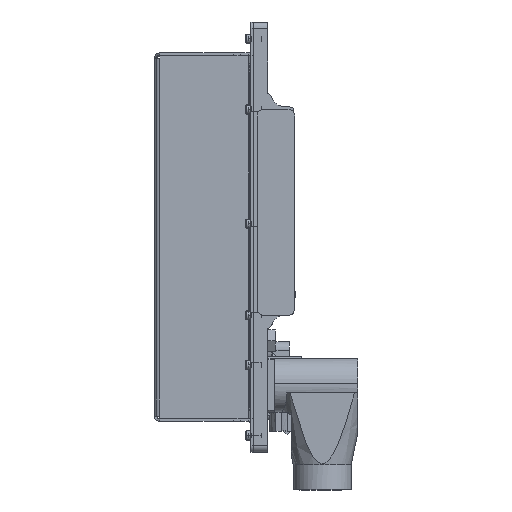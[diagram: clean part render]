
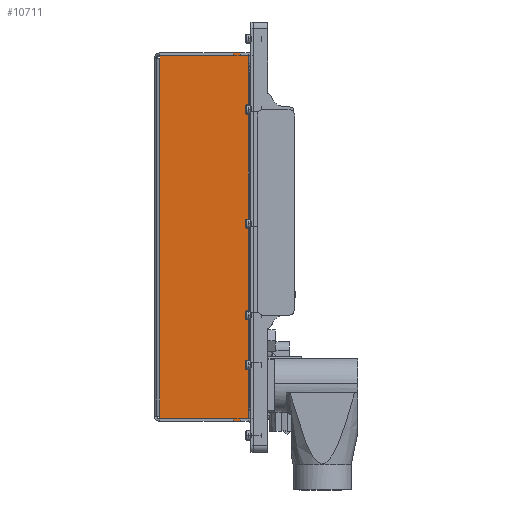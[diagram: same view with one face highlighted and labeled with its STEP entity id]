
A CAD part, left-side view. The second image highlights one B-rep face of the part: STEP entity #10711.
In plain terms, the highlighted face is planar.
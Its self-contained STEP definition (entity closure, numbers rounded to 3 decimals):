
#137 = VECTOR ( 'NONE', #16313, 1000. ) ;
#440 = EDGE_CURVE ( 'NONE', #20695, #24287, #17897, .T. ) ;
#444 = VERTEX_POINT ( 'NONE', #30128 ) ;
#954 = LINE ( 'NONE', #13144, #16123 ) ;
#1226 = EDGE_CURVE ( 'NONE', #3728, #30261, #5407, .T. ) ;
#1269 = ORIENTED_EDGE ( 'NONE', *, *, #1226, .T. ) ;
#1334 = DIRECTION ( 'NONE',  ( 0., 0., 1. ) ) ;
#1667 = VERTEX_POINT ( 'NONE', #20430 ) ;
#1837 = LINE ( 'NONE', #11375, #4673 ) ;
#2021 = LINE ( 'NONE', #2173, #2536 ) ;
#2059 = EDGE_LOOP ( 'NONE', ( #30841, #13168, #1269, #2911, #25532, #27104, #17552, #16902, #23304, #29250, #26498, #12160, #25768, #28558, #25887, #5973 ) ) ;
#2173 = CARTESIAN_POINT ( 'NONE',  ( 137., 66.716, -59.004 ) ) ;
#2395 = LINE ( 'NONE', #21364, #13372 ) ;
#2536 = VECTOR ( 'NONE', #21141, 1000. ) ;
#2650 = CARTESIAN_POINT ( 'NONE',  ( -137., 66.716, -59.004 ) ) ;
#2801 = CARTESIAN_POINT ( 'NONE',  ( -134.95, 66.716, -59.004 ) ) ;
#2911 = ORIENTED_EDGE ( 'NONE', *, *, #25008, .T. ) ;
#3728 = VERTEX_POINT ( 'NONE', #19461 ) ;
#3921 = CARTESIAN_POINT ( 'NONE',  ( -134.95, 66.716, -70.004 ) ) ;
#4013 = CARTESIAN_POINT ( 'NONE',  ( -134.95, 66.716, -70.004 ) ) ;
#4204 = CARTESIAN_POINT ( 'NONE',  ( -133., 66.716, -4.004 ) ) ;
#4389 = DIRECTION ( 'NONE',  ( 0., 0., 1. ) ) ;
#4673 = VECTOR ( 'NONE', #20963, 1000. ) ;
#4691 = DIRECTION ( 'NONE',  ( 0., 0., -1. ) ) ;
#5225 = CARTESIAN_POINT ( 'NONE',  ( -134.95, 66.716, -59.004 ) ) ;
#5407 = LINE ( 'NONE', #26525, #9765 ) ;
#5545 = DIRECTION ( 'NONE',  ( -1., 0., 0. ) ) ;
#5633 = VECTOR ( 'NONE', #7249, 1000. ) ;
#5753 = EDGE_CURVE ( 'NONE', #24287, #30872, #2395, .T. ) ;
#5973 = ORIENTED_EDGE ( 'NONE', *, *, #28726, .T. ) ;
#6419 = LINE ( 'NONE', #3921, #26856 ) ;
#6706 = CARTESIAN_POINT ( 'NONE',  ( -137., 66.716, -59.004 ) ) ;
#7030 = CARTESIAN_POINT ( 'NONE',  ( 0., 66.716, -70.004 ) ) ;
#7249 = DIRECTION ( 'NONE',  ( 0., 0., -1. ) ) ;
#7631 = EDGE_CURVE ( 'NONE', #444, #10256, #23325, .T. ) ;
#7923 = CARTESIAN_POINT ( 'NONE',  ( -134.95, 66.716, -4.004 ) ) ;
#8443 = CARTESIAN_POINT ( 'NONE',  ( -134.95, 66.716, -64.004 ) ) ;
#8780 = LINE ( 'NONE', #18317, #10367 ) ;
#9765 = VECTOR ( 'NONE', #29058, 1000. ) ;
#10256 = VERTEX_POINT ( 'NONE', #13294 ) ;
#10366 = EDGE_CURVE ( 'NONE', #1667, #20695, #2021, .T. ) ;
#10367 = VECTOR ( 'NONE', #16281, 1000. ) ;
#10542 = VECTOR ( 'NONE', #1334, 1000. ) ;
#10711 = ADVANCED_FACE ( 'NONE', ( #25679 ), #18795, .T. ) ;
#10764 = CARTESIAN_POINT ( 'NONE',  ( 133., 66.716, -4. ) ) ;
#11375 = CARTESIAN_POINT ( 'NONE',  ( -134.95, 66.716, -70.004 ) ) ;
#11546 = DIRECTION ( 'NONE',  ( -1., 0., 0. ) ) ;
#11758 = CARTESIAN_POINT ( 'NONE',  ( -134.95, 66.716, -4.004 ) ) ;
#12160 = ORIENTED_EDGE ( 'NONE', *, *, #18846, .T. ) ;
#12309 = CARTESIAN_POINT ( 'NONE',  ( 133., 66.716, -4.004 ) ) ;
#13144 = CARTESIAN_POINT ( 'NONE',  ( 133., 66.716, 1051.426 ) ) ;
#13168 = ORIENTED_EDGE ( 'NONE', *, *, #13420, .T. ) ;
#13294 = CARTESIAN_POINT ( 'NONE',  ( -134.95, 66.716, -64.004 ) ) ;
#13372 = VECTOR ( 'NONE', #14595, 1000. ) ;
#13420 = EDGE_CURVE ( 'NONE', #25525, #3728, #23779, .T. ) ;
#13998 = EDGE_CURVE ( 'NONE', #24522, #15668, #19277, .T. ) ;
#14142 = VECTOR ( 'NONE', #28683, 1000. ) ;
#14595 = DIRECTION ( 'NONE',  ( 0., 0., 1. ) ) ;
#15077 = LINE ( 'NONE', #5225, #5633 ) ;
#15668 = VERTEX_POINT ( 'NONE', #6706 ) ;
#15971 = DIRECTION ( 'NONE',  ( 1., 0., 0. ) ) ;
#16039 = AXIS2_PLACEMENT_3D ( 'NONE', #7030, #18626, #23497 ) ;
#16123 = VECTOR ( 'NONE', #4389, 1000. ) ;
#16281 = DIRECTION ( 'NONE',  ( -1., 0., 0. ) ) ;
#16313 = DIRECTION ( 'NONE',  ( -1., 0., 0. ) ) ;
#16388 = EDGE_CURVE ( 'NONE', #26960, #19785, #29694, .T. ) ;
#16892 = LINE ( 'NONE', #2650, #21391 ) ;
#16902 = ORIENTED_EDGE ( 'NONE', *, *, #7631, .T. ) ;
#17235 = VECTOR ( 'NONE', #28838, 1000. ) ;
#17366 = VERTEX_POINT ( 'NONE', #7923 ) ;
#17386 = LINE ( 'NONE', #26472, #14142 ) ;
#17552 = ORIENTED_EDGE ( 'NONE', *, *, #28871, .T. ) ;
#17582 = CARTESIAN_POINT ( 'NONE',  ( 134.95, 66.716, -59.004 ) ) ;
#17897 = LINE ( 'NONE', #17582, #24745 ) ;
#18314 = EDGE_CURVE ( 'NONE', #17366, #24522, #15077, .T. ) ;
#18317 = CARTESIAN_POINT ( 'NONE',  ( 134.95, 66.716, -4.004 ) ) ;
#18448 = CARTESIAN_POINT ( 'NONE',  ( 0., 66.716, -4. ) ) ;
#18626 = DIRECTION ( 'NONE',  ( 0., -1., 0. ) ) ;
#18795 = PLANE ( 'NONE',  #16039 ) ;
#18846 = EDGE_CURVE ( 'NONE', #19785, #1667, #17386, .T. ) ;
#19277 = LINE ( 'NONE', #23660, #17235 ) ;
#19461 = CARTESIAN_POINT ( 'NONE',  ( -133., 66.716, -4. ) ) ;
#19785 = VERTEX_POINT ( 'NONE', #27623 ) ;
#20430 = CARTESIAN_POINT ( 'NONE',  ( 137., 66.716, -64.004 ) ) ;
#20695 = VERTEX_POINT ( 'NONE', #23398 ) ;
#20963 = DIRECTION ( 'NONE',  ( 0., 0., -1. ) ) ;
#21080 = CARTESIAN_POINT ( 'NONE',  ( 134.95, 66.716, -70.004 ) ) ;
#21141 = DIRECTION ( 'NONE',  ( 0., 0., 1. ) ) ;
#21364 = CARTESIAN_POINT ( 'NONE',  ( 134.95, 66.716, -59.004 ) ) ;
#21391 = VECTOR ( 'NONE', #4691, 1000. ) ;
#21693 = VERTEX_POINT ( 'NONE', #4013 ) ;
#22726 = VECTOR ( 'NONE', #11546, 1000. ) ;
#23304 = ORIENTED_EDGE ( 'NONE', *, *, #25727, .T. ) ;
#23325 = LINE ( 'NONE', #8443, #25466 ) ;
#23398 = CARTESIAN_POINT ( 'NONE',  ( 137., 66.716, -59.004 ) ) ;
#23497 = DIRECTION ( 'NONE',  ( 1., 0., 0. ) ) ;
#23660 = CARTESIAN_POINT ( 'NONE',  ( -134.95, 66.716, -59.004 ) ) ;
#23779 = LINE ( 'NONE', #18448, #22726 ) ;
#24287 = VERTEX_POINT ( 'NONE', #28878 ) ;
#24522 = VERTEX_POINT ( 'NONE', #2801 ) ;
#24745 = VECTOR ( 'NONE', #5545, 1000. ) ;
#24987 = LINE ( 'NONE', #11758, #137 ) ;
#25008 = EDGE_CURVE ( 'NONE', #30261, #17366, #24987, .T. ) ;
#25185 = EDGE_CURVE ( 'NONE', #25855, #25525, #954, .T. ) ;
#25466 = VECTOR ( 'NONE', #28168, 1000. ) ;
#25525 = VERTEX_POINT ( 'NONE', #10764 ) ;
#25532 = ORIENTED_EDGE ( 'NONE', *, *, #18314, .T. ) ;
#25679 = FACE_OUTER_BOUND ( 'NONE', #2059, .T. ) ;
#25727 = EDGE_CURVE ( 'NONE', #10256, #21693, #1837, .T. ) ;
#25768 = ORIENTED_EDGE ( 'NONE', *, *, #10366, .T. ) ;
#25855 = VERTEX_POINT ( 'NONE', #12309 ) ;
#25887 = ORIENTED_EDGE ( 'NONE', *, *, #5753, .T. ) ;
#26472 = CARTESIAN_POINT ( 'NONE',  ( 134.95, 66.716, -64.004 ) ) ;
#26498 = ORIENTED_EDGE ( 'NONE', *, *, #16388, .T. ) ;
#26525 = CARTESIAN_POINT ( 'NONE',  ( -133., 66.716, 1051.426 ) ) ;
#26856 = VECTOR ( 'NONE', #15971, 1000. ) ;
#26960 = VERTEX_POINT ( 'NONE', #21080 ) ;
#27104 = ORIENTED_EDGE ( 'NONE', *, *, #13998, .T. ) ;
#27623 = CARTESIAN_POINT ( 'NONE',  ( 134.95, 66.716, -64.004 ) ) ;
#28168 = DIRECTION ( 'NONE',  ( 1., 0., 0. ) ) ;
#28558 = ORIENTED_EDGE ( 'NONE', *, *, #440, .T. ) ;
#28683 = DIRECTION ( 'NONE',  ( 1., 0., 0. ) ) ;
#28726 = EDGE_CURVE ( 'NONE', #30872, #25855, #8780, .T. ) ;
#28766 = EDGE_CURVE ( 'NONE', #21693, #26960, #6419, .T. ) ;
#28838 = DIRECTION ( 'NONE',  ( -1., 0., 0. ) ) ;
#28871 = EDGE_CURVE ( 'NONE', #15668, #444, #16892, .T. ) ;
#28878 = CARTESIAN_POINT ( 'NONE',  ( 134.95, 66.716, -59.004 ) ) ;
#29058 = DIRECTION ( 'NONE',  ( 0., 0., -1. ) ) ;
#29250 = ORIENTED_EDGE ( 'NONE', *, *, #28766, .T. ) ;
#29694 = LINE ( 'NONE', #30309, #10542 ) ;
#30128 = CARTESIAN_POINT ( 'NONE',  ( -137., 66.716, -64.004 ) ) ;
#30261 = VERTEX_POINT ( 'NONE', #4204 ) ;
#30309 = CARTESIAN_POINT ( 'NONE',  ( 134.95, 66.716, -70.004 ) ) ;
#30655 = CARTESIAN_POINT ( 'NONE',  ( 134.95, 66.716, -4.004 ) ) ;
#30841 = ORIENTED_EDGE ( 'NONE', *, *, #25185, .T. ) ;
#30872 = VERTEX_POINT ( 'NONE', #30655 ) ;
